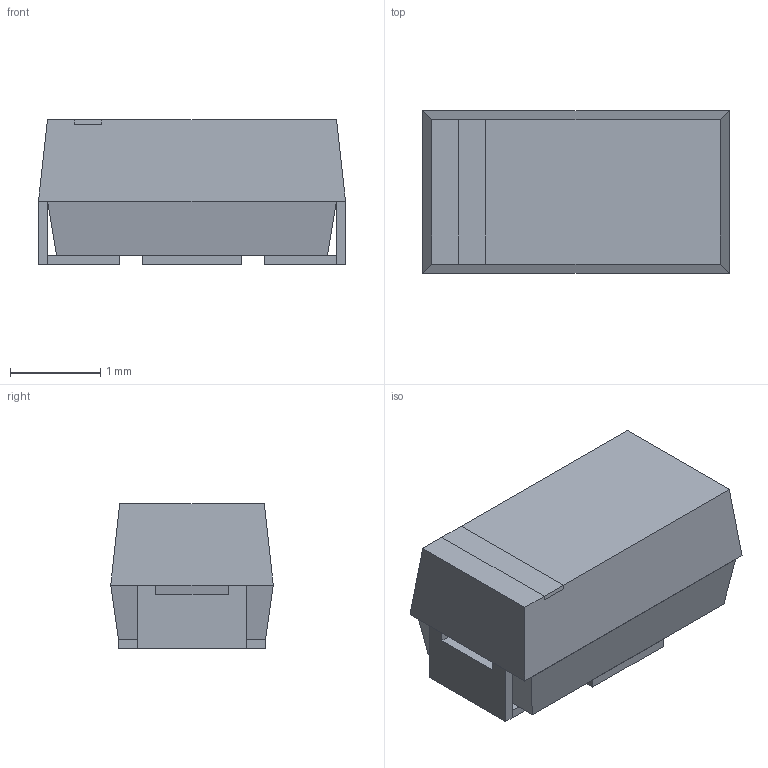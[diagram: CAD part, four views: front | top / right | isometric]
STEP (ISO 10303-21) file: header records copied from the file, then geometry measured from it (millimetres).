
FILE_DESCRIPTION((''),'2;1');
FILE_NAME('CAPMP3216X180N.stp','2012-01-11T15:52:35',(''),(''),'Mechanical Desktop 2011','Mechanical Desktop 2011',', , ');
FILE_SCHEMA(('AUTOMOTIVE_DESIGN { 1 2 10303 214 1 1 1 1 }'));
Length unit declared in the file: millimetre
Products named in the file (1): Product
Bounding box: 3.4 x 1.8 x 1.6 mm (x, y, z)
Volume: 8.8 mm3; surface area: 50.7 mm2
Topology: 8 solids, 8 shells, 62 faces, 136 edges, 92 vertices
Faces by surface type: plane 46, bspline 16
Entity records: 1722 total; most frequent: CARTESIAN_POINT 337, ORIENTED_EDGE 268, DIRECTION 230, VECTOR 136, LINE 136, EDGE_CURVE 134, VERTEX_POINT 88, EDGE_LOOP 62
